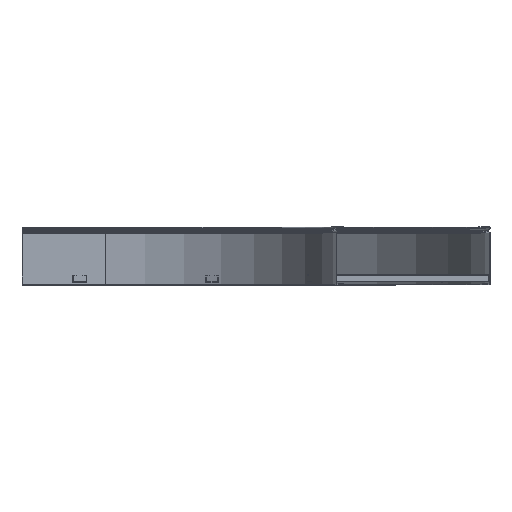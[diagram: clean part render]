
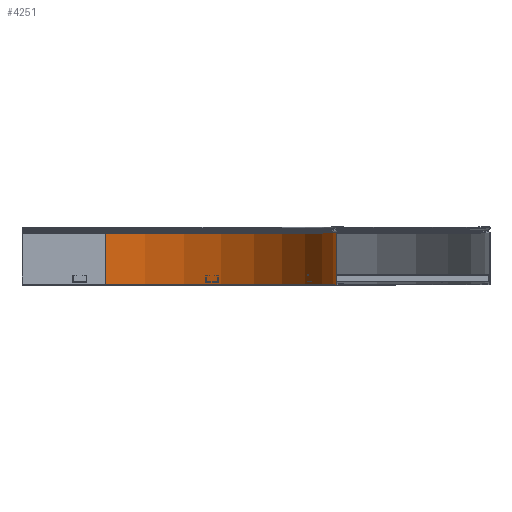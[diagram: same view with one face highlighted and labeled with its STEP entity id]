
A CAD part, top view. The second image highlights one B-rep face of the part: STEP entity #4251.
In plain terms, the highlighted cylindrical face has radius 600 mm (diameter 1200 mm), a partial arc.
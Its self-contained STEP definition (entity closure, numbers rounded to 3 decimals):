
#213 = EDGE_LOOP ( 'NONE', ( #807, #4247, #1788, #2373 ) ) ;
#538 = DIRECTION ( 'NONE',  ( 0., 1., 0. ) ) ;
#807 = ORIENTED_EDGE ( 'NONE', *, *, #7173, .T. ) ;
#1048 = DIRECTION ( 'NONE',  ( 0., 1., 0. ) ) ;
#1095 = CARTESIAN_POINT ( 'NONE',  ( 600., 134.499, 0. ) ) ;
#1168 = VERTEX_POINT ( 'NONE', #1095 ) ;
#1196 = DIRECTION ( 'NONE',  ( 0., 0., 1. ) ) ;
#1524 = CARTESIAN_POINT ( 'NONE',  ( 0., 0., -600. ) ) ;
#1695 = VERTEX_POINT ( 'NONE', #2009 ) ;
#1788 = ORIENTED_EDGE ( 'NONE', *, *, #2573, .T. ) ;
#2009 = CARTESIAN_POINT ( 'NONE',  ( 600., 0., 0. ) ) ;
#2136 = CIRCLE ( 'NONE', #3236, 600. ) ;
#2373 = ORIENTED_EDGE ( 'NONE', *, *, #7907, .T. ) ;
#2431 = CARTESIAN_POINT ( 'NONE',  ( 600., 2.2, 0. ) ) ;
#2573 = EDGE_CURVE ( 'NONE', #3860, #1695, #4732, .T. ) ;
#3014 = FACE_OUTER_BOUND ( 'NONE', #213, .T. ) ;
#3236 = AXIS2_PLACEMENT_3D ( 'NONE', #6170, #1048, #8013 ) ;
#3567 = LINE ( 'NONE', #5316, #7874 ) ;
#3860 = VERTEX_POINT ( 'NONE', #1524 ) ;
#4042 = CARTESIAN_POINT ( 'NONE',  ( 0., 0., 0. ) ) ;
#4107 = DIRECTION ( 'NONE',  ( 0., 1., 0. ) ) ;
#4220 = LINE ( 'NONE', #2431, #8045 ) ;
#4247 = ORIENTED_EDGE ( 'NONE', *, *, #5734, .F. ) ;
#4251 = ADVANCED_FACE ( 'NONE', ( #3014 ), #7399, .F. ) ;
#4305 = CARTESIAN_POINT ( 'NONE',  ( 0., 0., 0. ) ) ;
#4319 = DIRECTION ( 'NONE',  ( 0., 1., 0. ) ) ;
#4697 = DIRECTION ( 'NONE',  ( 0., -1., 0. ) ) ;
#4732 = CIRCLE ( 'NONE', #5582, 600. ) ;
#5056 = VERTEX_POINT ( 'NONE', #5964 ) ;
#5316 = CARTESIAN_POINT ( 'NONE',  ( 0., 2.2, -600. ) ) ;
#5582 = AXIS2_PLACEMENT_3D ( 'NONE', #4042, #4697, #6021 ) ;
#5734 = EDGE_CURVE ( 'NONE', #3860, #5056, #3567, .T. ) ;
#5964 = CARTESIAN_POINT ( 'NONE',  ( 0., 134.499, -600. ) ) ;
#6021 = DIRECTION ( 'NONE',  ( 1., 0., 0. ) ) ;
#6170 = CARTESIAN_POINT ( 'NONE',  ( 0., 134.499, 0. ) ) ;
#6196 = AXIS2_PLACEMENT_3D ( 'NONE', #4305, #538, #1196 ) ;
#7173 = EDGE_CURVE ( 'NONE', #1168, #5056, #2136, .T. ) ;
#7399 = CYLINDRICAL_SURFACE ( 'NONE', #6196, 600. ) ;
#7874 = VECTOR ( 'NONE', #4107, 1000. ) ;
#7907 = EDGE_CURVE ( 'NONE', #1695, #1168, #4220, .T. ) ;
#8013 = DIRECTION ( 'NONE',  ( 1., 0., 0. ) ) ;
#8045 = VECTOR ( 'NONE', #4319, 1000. ) ;
